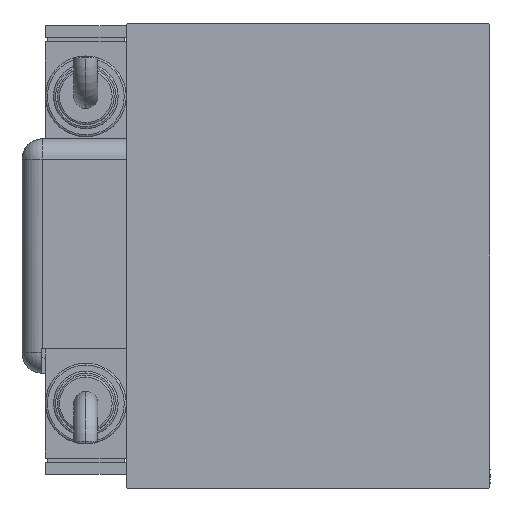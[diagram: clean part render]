
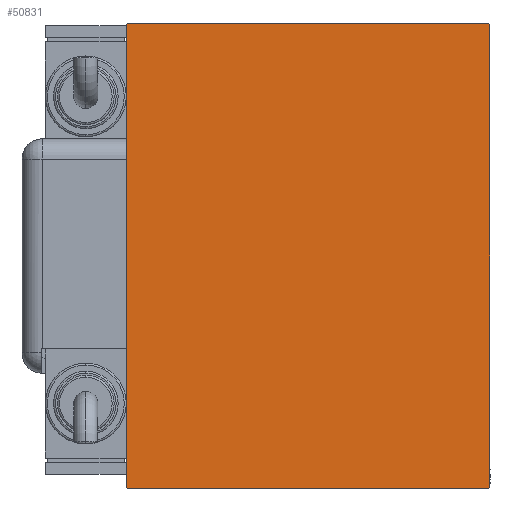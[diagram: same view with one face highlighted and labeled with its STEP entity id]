
A CAD part, left-side view. The second image highlights one B-rep face of the part: STEP entity #50831.
In plain terms, the highlighted face is planar.
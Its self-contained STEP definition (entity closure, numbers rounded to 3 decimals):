
#267 = CARTESIAN_POINT ( 'NONE',  ( 158., -45., -57.5 ) ) ;
#1786 = ORIENTED_EDGE ( 'NONE', *, *, #17023, .T. ) ;
#2893 = CARTESIAN_POINT ( 'NONE',  ( 158., -51.1, 51.1 ) ) ;
#3007 = LINE ( 'NONE', #44997, #16632 ) ;
#8035 = VERTEX_POINT ( 'NONE', #17658 ) ;
#8775 = DIRECTION ( 'NONE',  ( 0., -1., 0. ) ) ;
#9127 = VECTOR ( 'NONE', #32461, 1000. ) ;
#10270 = DIRECTION ( 'NONE',  ( 0., 0., 1. ) ) ;
#12348 = VECTOR ( 'NONE', #10270, 1000. ) ;
#13166 = LINE ( 'NONE', #267, #9127 ) ;
#14151 = PLANE ( 'NONE',  #55903 ) ;
#15227 = EDGE_CURVE ( 'NONE', #20762, #31815, #29090, .T. ) ;
#16632 = VECTOR ( 'NONE', #31197, 1000. ) ;
#17023 = EDGE_CURVE ( 'NONE', #52554, #8035, #57153, .T. ) ;
#17301 = CARTESIAN_POINT ( 'NONE',  ( 158., 51.1, 51.1 ) ) ;
#17535 = CARTESIAN_POINT ( 'NONE',  ( 158., -44.7, -57.5 ) ) ;
#17658 = CARTESIAN_POINT ( 'NONE',  ( 158., 45., 57.2 ) ) ;
#19175 = EDGE_CURVE ( 'NONE', #31815, #47314, #40926, .T. ) ;
#20499 = VERTEX_POINT ( 'NONE', #25631 ) ;
#20762 = VERTEX_POINT ( 'NONE', #39005 ) ;
#21268 = LINE ( 'NONE', #2893, #26015 ) ;
#23074 = VECTOR ( 'NONE', #45492, 1000. ) ;
#23156 = CARTESIAN_POINT ( 'NONE',  ( 158., 45., 57.5 ) ) ;
#23928 = FACE_OUTER_BOUND ( 'NONE', #40783, .T. ) ;
#24190 = ORIENTED_EDGE ( 'NONE', *, *, #56831, .T. ) ;
#24468 = EDGE_CURVE ( 'NONE', #28565, #52554, #3007, .T. ) ;
#25631 = CARTESIAN_POINT ( 'NONE',  ( 158., -44.7, 57.5 ) ) ;
#26015 = VECTOR ( 'NONE', #58676, 1000. ) ;
#27120 = DIRECTION ( 'NONE',  ( 0., 0.707, -0.707 ) ) ;
#27495 = ORIENTED_EDGE ( 'NONE', *, *, #46968, .T. ) ;
#27824 = CARTESIAN_POINT ( 'NONE',  ( 158., 44.7, -57.5 ) ) ;
#28565 = VERTEX_POINT ( 'NONE', #27824 ) ;
#29090 = LINE ( 'NONE', #34012, #58270 ) ;
#30772 = VERTEX_POINT ( 'NONE', #47007 ) ;
#31197 = DIRECTION ( 'NONE',  ( 0., 0.707, 0.707 ) ) ;
#31815 = VERTEX_POINT ( 'NONE', #43254 ) ;
#32461 = DIRECTION ( 'NONE',  ( 0., 1., 0. ) ) ;
#33037 = VECTOR ( 'NONE', #27120, 1000. ) ;
#33397 = DIRECTION ( 'NONE',  ( 0., 0., -1. ) ) ;
#34012 = CARTESIAN_POINT ( 'NONE',  ( 158., -45., 57.5 ) ) ;
#36310 = CARTESIAN_POINT ( 'NONE',  ( 158., 45., -57.2 ) ) ;
#36810 = ORIENTED_EDGE ( 'NONE', *, *, #15227, .T. ) ;
#39005 = CARTESIAN_POINT ( 'NONE',  ( 158., -45., 57.2 ) ) ;
#39400 = EDGE_CURVE ( 'NONE', #30772, #20499, #59388, .T. ) ;
#39691 = ORIENTED_EDGE ( 'NONE', *, *, #47006, .T. ) ;
#40783 = EDGE_LOOP ( 'NONE', ( #24190, #52394, #1786, #27495, #41079, #39691, #36810, #41136 ) ) ;
#40926 = LINE ( 'NONE', #50139, #33037 ) ;
#41079 = ORIENTED_EDGE ( 'NONE', *, *, #39400, .T. ) ;
#41136 = ORIENTED_EDGE ( 'NONE', *, *, #19175, .T. ) ;
#43254 = CARTESIAN_POINT ( 'NONE',  ( 158., -45., -57.2 ) ) ;
#44997 = CARTESIAN_POINT ( 'NONE',  ( 158., 51.1, -51.1 ) ) ;
#45492 = DIRECTION ( 'NONE',  ( 0., -0.707, 0.707 ) ) ;
#46968 = EDGE_CURVE ( 'NONE', #8035, #30772, #48879, .T. ) ;
#47006 = EDGE_CURVE ( 'NONE', #20499, #20762, #21268, .T. ) ;
#47007 = CARTESIAN_POINT ( 'NONE',  ( 158., 44.7, 57.5 ) ) ;
#47314 = VERTEX_POINT ( 'NONE', #17535 ) ;
#47560 = DIRECTION ( 'NONE',  ( 0., 0., -1. ) ) ;
#48879 = LINE ( 'NONE', #17301, #23074 ) ;
#50139 = CARTESIAN_POINT ( 'NONE',  ( 158., -51.1, -51.1 ) ) ;
#50831 = ADVANCED_FACE ( 'NONE', ( #23928 ), #14151, .T. ) ;
#52139 = DIRECTION ( 'NONE',  ( 1., 0., 0. ) ) ;
#52394 = ORIENTED_EDGE ( 'NONE', *, *, #24468, .T. ) ;
#52554 = VERTEX_POINT ( 'NONE', #36310 ) ;
#53291 = VECTOR ( 'NONE', #8775, 1000. ) ;
#55903 = AXIS2_PLACEMENT_3D ( 'NONE', #57352, #52139, #47560 ) ;
#56247 = CARTESIAN_POINT ( 'NONE',  ( 158., 45., -57.5 ) ) ;
#56831 = EDGE_CURVE ( 'NONE', #47314, #28565, #13166, .T. ) ;
#57153 = LINE ( 'NONE', #56247, #12348 ) ;
#57352 = CARTESIAN_POINT ( 'NONE',  ( 158., 0., 0. ) ) ;
#58270 = VECTOR ( 'NONE', #33397, 1000. ) ;
#58676 = DIRECTION ( 'NONE',  ( 0., -0.707, -0.707 ) ) ;
#59388 = LINE ( 'NONE', #23156, #53291 ) ;
